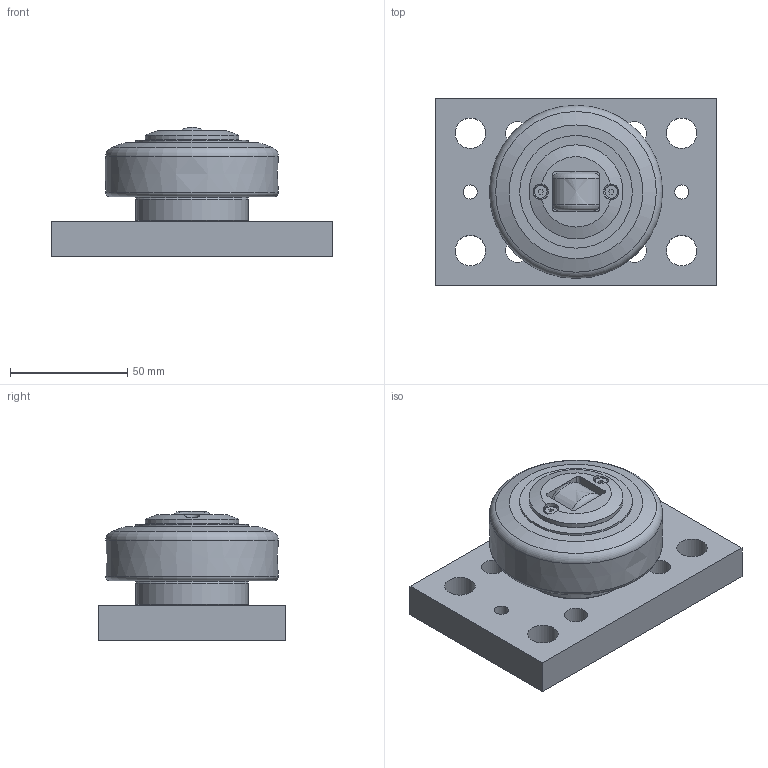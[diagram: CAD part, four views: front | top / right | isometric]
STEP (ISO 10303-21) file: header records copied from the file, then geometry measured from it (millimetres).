
FILE_DESCRIPTION(/* description */ ('-','CAx-IF Rec.Pracs.---Representation and Presentation of Product Manufacturing Information (PMI)---4.0---2014-10-13'),/* implementation_level */ '2;1');
FILE_NAME(/* name */ '4969558e-270c-40c9-8143-334963983461.stp',/* time_stamp */ '2020-04-01T16:46:06+02:00',/* author */ ('-'),/* organization */ ('NTI CADcenter A/S'),/* preprocessor_version */ 'ST-DEVELOPER v18',/* originating_system */ 'Autodesk Inventor 2020',/* authorisation */ '-');
FILE_SCHEMA (('AP242_MANAGED_MODEL_BASED_3D_ENGINEERING_MIM_LF { 1 0 10303 442 1 1 4 }'));
Length unit declared in the file: millimetre
Products named in the file (1): XTR 070.0300 BR1100_Kontur
Bounding box: 120 x 80 x 55 mm (x, y, z)
Volume: 243646.7 mm3; surface area: 42433.4 mm2
Topology: 1 solids, 1 shells, 114 faces, 320 edges, 216 vertices
Faces by surface type: cylinder 45, plane 45, cone 12, torus 8, bspline 4
Full cylindrical faces by diameter (mm): 3 x2, 3.5 x2, 5.35 x2, 6 x2, 6.5 x2, 10.106 x4, 13 x4, 35 x2, 35.2 x1, 40 x1, 48 x3
Entity records: 4076 total; most frequent: CARTESIAN_POINT 943, DIRECTION 663, ORIENTED_EDGE 640, EDGE_CURVE 320, AXIS2_PLACEMENT_3D 260, VERTEX_POINT 216, EDGE_LOOP 150, CIRCLE 149
